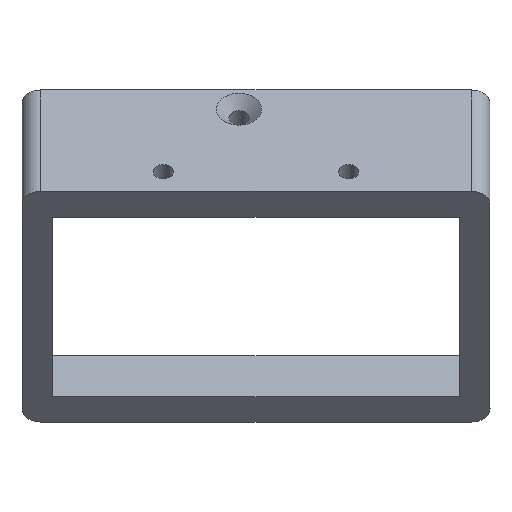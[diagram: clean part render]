
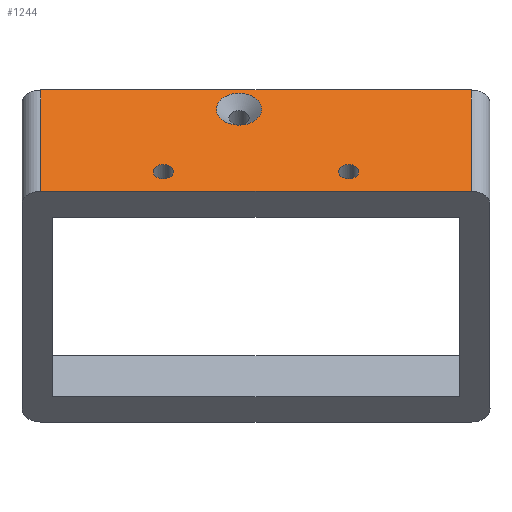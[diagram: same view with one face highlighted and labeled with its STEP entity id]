
A CAD part, front view. The second image highlights one B-rep face of the part: STEP entity #1244.
In plain terms, the highlighted planar face has unit normal (0, -0.707, 0.707).
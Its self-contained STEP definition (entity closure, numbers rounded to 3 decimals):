
#120=CIRCLE('',#1323,1.65);
#121=CIRCLE('',#1324,1.65);
#165=B_SPLINE_CURVE_WITH_KNOTS('',3,(#2195,#2196,#2197,#2198,#2199,#2200,
#2201,#2202,#2203,#2204,#2205,#2206,#2207,#2208,#2209,#2210,#2211,#2212,
#2213),.UNSPECIFIED.,.T.,.F.,(1,1,1,1,1,1,1,1,1,1,1,1,1,1,1,1,1,1,1,1,1,
1,1),(-0.191,-0.128,-0.066,0.,0.059,
0.122,0.184,0.247,0.309,0.372,
0.434,0.497,0.559,0.622,
0.684,0.747,0.809,0.872,
0.934,1.,1.059,1.122,1.184),.UNSPECIFIED.);
#335=ORIENTED_EDGE('',*,*,#496,.T.);
#336=ORIENTED_EDGE('',*,*,#497,.T.);
#337=ORIENTED_EDGE('',*,*,#498,.T.);
#338=ORIENTED_EDGE('',*,*,#499,.F.);
#339=ORIENTED_EDGE('',*,*,#500,.T.);
#340=ORIENTED_EDGE('',*,*,#477,.T.);
#341=ORIENTED_EDGE('',*,*,#501,.T.);
#477=EDGE_CURVE('',#575,#576,#635,.F.);
#496=EDGE_CURVE('',#590,#590,#120,.T.);
#497=EDGE_CURVE('',#591,#591,#121,.T.);
#498=EDGE_CURVE('',#592,#592,#165,.T.);
#499=EDGE_CURVE('',#593,#594,#644,.T.);
#500=EDGE_CURVE('',#593,#575,#645,.F.);
#501=EDGE_CURVE('',#576,#594,#646,.F.);
#575=VERTEX_POINT('',#2142);
#576=VERTEX_POINT('',#2143);
#590=VERTEX_POINT('',#2192);
#591=VERTEX_POINT('',#2194);
#592=VERTEX_POINT('',#2214);
#593=VERTEX_POINT('',#2216);
#594=VERTEX_POINT('',#2217);
#635=LINE('',#2141,#685);
#644=LINE('',#2215,#694);
#645=LINE('',#2218,#695);
#646=LINE('',#2219,#696);
#685=VECTOR('',#1485,1000.);
#694=VECTOR('',#1522,1000.);
#695=VECTOR('',#1523,1000.);
#696=VECTOR('',#1524,1000.);
#754=EDGE_LOOP('',(#335));
#755=EDGE_LOOP('',(#336));
#756=EDGE_LOOP('',(#337));
#757=EDGE_LOOP('',(#338,#339,#340,#341));
#838=FACE_BOUND('',#754,.T.);
#839=FACE_BOUND('',#755,.T.);
#840=FACE_BOUND('',#756,.T.);
#841=FACE_BOUND('',#757,.T.);
#881=PLANE('',#1322);
#1244=ADVANCED_FACE('',(#838,#839,#840,#841),#881,.F.);
#1322=AXIS2_PLACEMENT_3D('',#2190,#1516,#1517);
#1323=AXIS2_PLACEMENT_3D('',#2191,#1518,#1519);
#1324=AXIS2_PLACEMENT_3D('',#2193,#1520,#1521);
#1485=DIRECTION('',(-1.,0.,0.));
#1516=DIRECTION('',(0.,0.707,-0.707));
#1517=DIRECTION('',(0.,0.707,0.707));
#1518=DIRECTION('',(0.,0.707,-0.707));
#1519=DIRECTION('',(-1.,0.,0.));
#1520=DIRECTION('',(0.,0.707,-0.707));
#1521=DIRECTION('',(-1.,0.,0.));
#1522=DIRECTION('',(1.,0.,0.));
#1523=DIRECTION('',(0.,0.707,0.707));
#1524=DIRECTION('',(0.,-0.707,-0.707));
#2141=CARTESIAN_POINT('',(343.695,481.379,-416.881));
#2142=CARTESIAN_POINT('',(193.75,481.379,-416.881));
#2143=CARTESIAN_POINT('',(263.583,481.379,-416.881));
#2190=CARTESIAN_POINT('',(271.344,485.761,-412.499));
#2191=CARTESIAN_POINT('',(213.667,484.561,-413.699));
#2192=CARTESIAN_POINT('',(212.017,484.561,-413.699));
#2193=CARTESIAN_POINT('',(243.667,484.561,-413.699));
#2194=CARTESIAN_POINT('',(242.017,484.561,-413.699));
#2195=CARTESIAN_POINT('',(222.472,493.633,-404.627));
#2196=CARTESIAN_POINT('',(222.172,494.647,-403.613));
#2197=CARTESIAN_POINT('',(222.441,495.658,-402.602));
#2198=CARTESIAN_POINT('',(223.214,496.515,-401.745));
#2199=CARTESIAN_POINT('',(224.416,497.107,-401.153));
#2200=CARTESIAN_POINT('',(225.836,497.329,-400.931));
#2201=CARTESIAN_POINT('',(227.269,497.147,-401.113));
#2202=CARTESIAN_POINT('',(228.516,496.591,-401.669));
#2203=CARTESIAN_POINT('',(229.343,495.74,-402.519));
#2204=CARTESIAN_POINT('',(229.661,494.742,-403.518));
#2205=CARTESIAN_POINT('',(229.406,493.719,-404.541));
#2206=CARTESIAN_POINT('',(228.62,492.848,-405.412));
#2207=CARTESIAN_POINT('',(227.425,492.263,-405.997));
#2208=CARTESIAN_POINT('',(225.993,492.031,-406.229));
#2209=CARTESIAN_POINT('',(224.556,492.22,-406.04));
#2210=CARTESIAN_POINT('',(223.324,492.769,-405.491));
#2211=CARTESIAN_POINT('',(222.472,493.633,-404.627));
#2212=CARTESIAN_POINT('',(222.172,494.647,-403.613));
#2213=CARTESIAN_POINT('',(222.441,495.658,-402.602));
#2214=CARTESIAN_POINT('',(222.267,494.681,-403.579));
#2215=CARTESIAN_POINT('',(336.995,497.793,-400.467));
#2216=CARTESIAN_POINT('',(193.75,497.793,-400.467));
#2217=CARTESIAN_POINT('',(263.583,497.793,-400.467));
#2218=CARTESIAN_POINT('',(193.75,481.379,-416.881));
#2219=CARTESIAN_POINT('',(263.583,485.761,-412.499));
